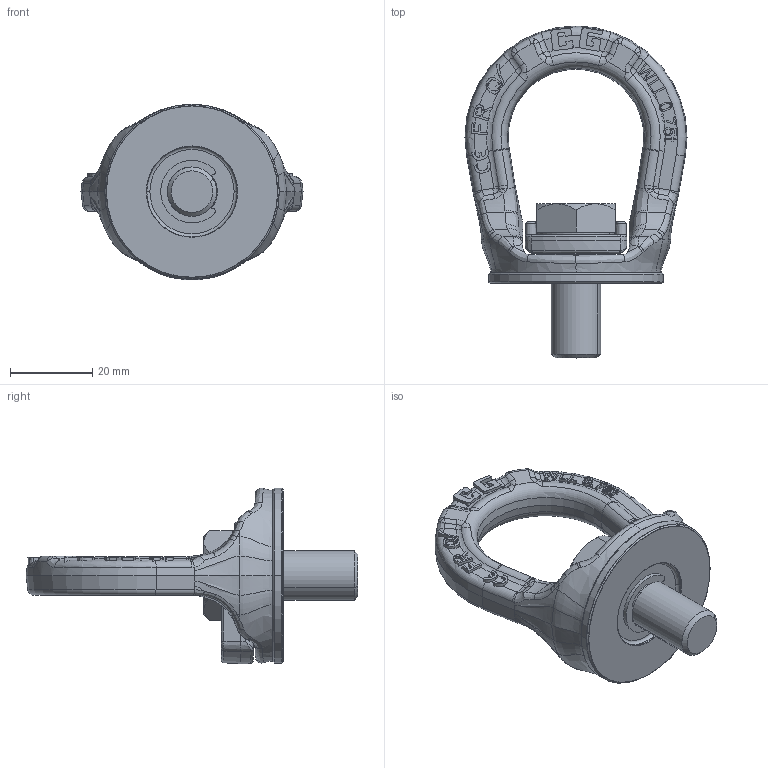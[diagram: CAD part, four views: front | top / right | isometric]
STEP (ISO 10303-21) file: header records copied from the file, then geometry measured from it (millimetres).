
FILE_DESCRIPTION((''),'2;1');
FILE_NAME('2037579','2016-08-12T',('pverbrugge'),('The Crosby Group LLC'),'CREO PARAMETRIC BY PTC INC, 2015290','CREO PARAMETRIC BY PTC INC, 2015290','');
FILE_SCHEMA(('AUTOMOTIVE_DESIGN { 1 0 10303 214 1 1 1 1 }'));
Products named in the file (1): 2037579
Bounding box: 54 x 80.74 x 42.7 mm (x, y, z)
Volume: 29781.2 mm3; surface area: 13620.3 mm2
Topology: 1 solids, 1 shells, 983 faces, 2518 edges, 1536 vertices
Faces by surface type: bspline 287, plane 261, cylinder 135, torus 116, extrusion 112, cone 72
Entity records: 64521 total; most frequent: CARTESIAN_POINT 28099, ORIENTED_EDGE 5036, DIRECTION 3665, PRESENTATION_STYLE_ASSIGNMENT 3502, STYLED_ITEM 2987, CURVE_STYLE 2518, EDGE_CURVE 2518, VERTEX_POINT 1536
